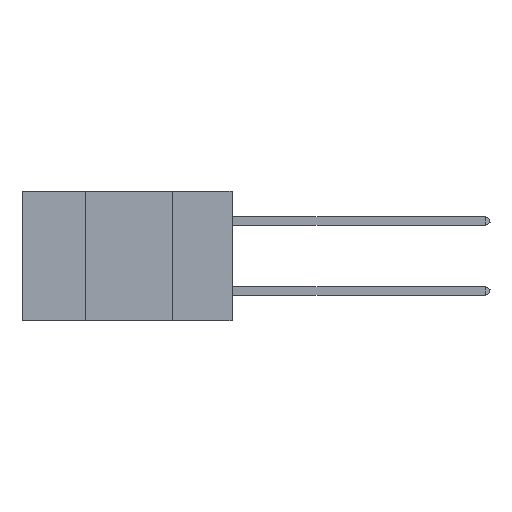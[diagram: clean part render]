
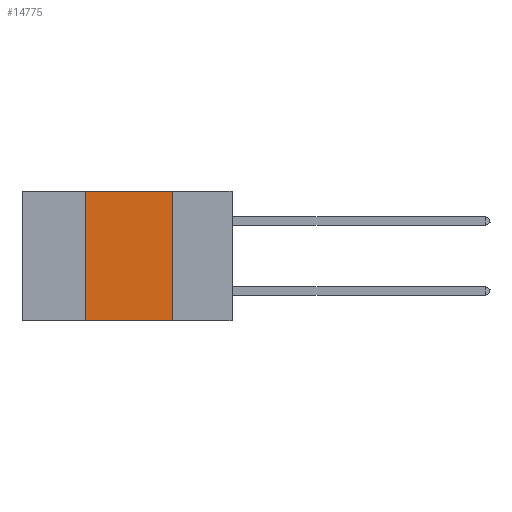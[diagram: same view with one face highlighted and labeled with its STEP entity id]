
A CAD part, left-side view. The second image highlights one B-rep face of the part: STEP entity #14775.
In plain terms, the highlighted planar face has unit normal (-1, 0, 0).
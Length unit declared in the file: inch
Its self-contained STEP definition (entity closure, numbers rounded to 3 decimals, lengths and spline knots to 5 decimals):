
#888 = VECTOR ( 'NONE', #1678, 39.37008 ) ;
#1263 = CARTESIAN_POINT ( 'NONE',  ( 0., 0.6, 0. ) ) ;
#1448 = DIRECTION ( 'NONE',  ( 0., 0., -1. ) ) ;
#1678 = DIRECTION ( 'NONE',  ( 0., 0., 1. ) ) ;
#1718 = VECTOR ( 'NONE', #3778, 39.37008 ) ;
#2287 = FACE_OUTER_BOUND ( 'NONE', #11944, .T. ) ;
#2505 = ORIENTED_EDGE ( 'NONE', *, *, #6428, .F. ) ;
#3778 = DIRECTION ( 'NONE',  ( 0., -1., 0. ) ) ;
#5670 = VERTEX_POINT ( 'NONE', #11372 ) ;
#6428 = EDGE_CURVE ( 'NONE', #15172, #12370, #14129, .T. ) ;
#7338 = EDGE_CURVE ( 'NONE', #15172, #15846, #19607, .T. ) ;
#7677 = CARTESIAN_POINT ( 'NONE',  ( 0., 0.17, -0.37 ) ) ;
#7679 = DIRECTION ( 'NONE',  ( 0., -1., 0. ) ) ;
#8706 = EDGE_CURVE ( 'NONE', #5670, #15846, #20264, .T. ) ;
#9055 = CARTESIAN_POINT ( 'NONE',  ( 0., 0.17, 0. ) ) ;
#9887 = ORIENTED_EDGE ( 'NONE', *, *, #7338, .T. ) ;
#11209 = CARTESIAN_POINT ( 'NONE',  ( 0., 0.42, 0. ) ) ;
#11372 = CARTESIAN_POINT ( 'NONE',  ( 0., 0.17, 0. ) ) ;
#11944 = EDGE_LOOP ( 'NONE', ( #27003, #27769, #2505, #9887 ) ) ;
#12370 = VERTEX_POINT ( 'NONE', #11209 ) ;
#14040 = CARTESIAN_POINT ( 'NONE',  ( 0., 0.42, 0. ) ) ;
#14054 = DIRECTION ( 'NONE',  ( 0., 0., -1. ) ) ;
#14129 = LINE ( 'NONE', #14040, #888 ) ;
#14775 = ADVANCED_FACE ( 'NONE', ( #2287 ), #18650, .F. ) ;
#15172 = VERTEX_POINT ( 'NONE', #27208 ) ;
#15846 = VERTEX_POINT ( 'NONE', #7677 ) ;
#16321 = DIRECTION ( 'NONE',  ( 1., 0., 0. ) ) ;
#17883 = AXIS2_PLACEMENT_3D ( 'NONE', #25890, #16321, #1448 ) ;
#18650 = PLANE ( 'NONE',  #17883 ) ;
#19512 = VECTOR ( 'NONE', #14054, 39.37008 ) ;
#19607 = LINE ( 'NONE', #19941, #25229 ) ;
#19941 = CARTESIAN_POINT ( 'NONE',  ( 0., 0.6, -0.37 ) ) ;
#20264 = LINE ( 'NONE', #9055, #19512 ) ;
#21376 = LINE ( 'NONE', #1263, #1718 ) ;
#24531 = EDGE_CURVE ( 'NONE', #12370, #5670, #21376, .T. ) ;
#25229 = VECTOR ( 'NONE', #7679, 39.37008 ) ;
#25890 = CARTESIAN_POINT ( 'NONE',  ( 0., 0.6, 0. ) ) ;
#27003 = ORIENTED_EDGE ( 'NONE', *, *, #8706, .F. ) ;
#27208 = CARTESIAN_POINT ( 'NONE',  ( 0., 0.42, -0.37 ) ) ;
#27769 = ORIENTED_EDGE ( 'NONE', *, *, #24531, .F. ) ;
